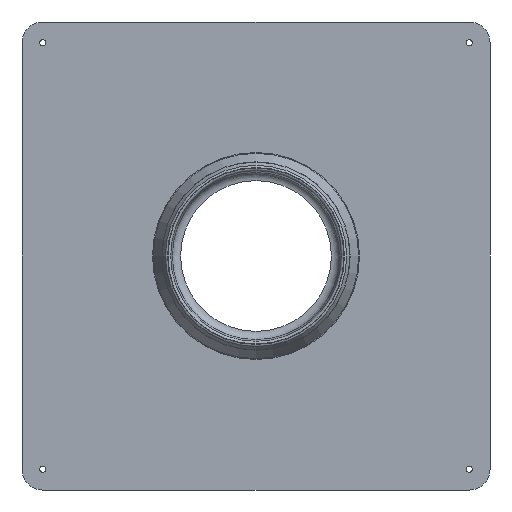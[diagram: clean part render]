
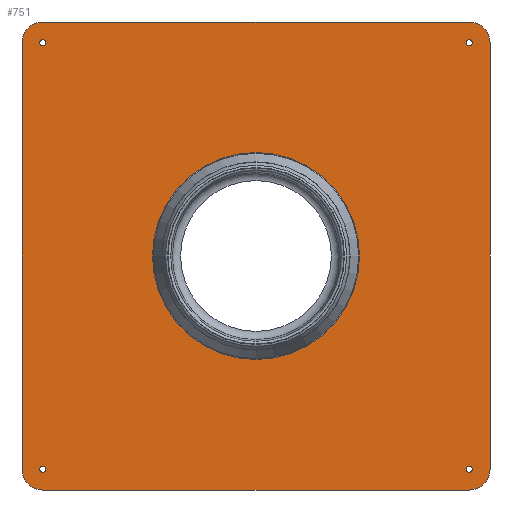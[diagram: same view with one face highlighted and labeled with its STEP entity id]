
A CAD part, front view. The second image highlights one B-rep face of the part: STEP entity #751.
In plain terms, the highlighted planar face has unit normal (0, -1, 0).
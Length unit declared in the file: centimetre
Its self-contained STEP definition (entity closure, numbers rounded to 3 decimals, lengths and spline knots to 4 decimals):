
#56=LINE('',#1314,#93);
#60=LINE('',#1326,#97);
#64=LINE('',#1338,#101);
#68=LINE('',#1349,#105);
#93=VECTOR('',#1093,10.);
#97=VECTOR('',#1105,10.);
#101=VECTOR('',#1117,10.);
#105=VECTOR('',#1129,10.);
#137=FACE_BOUND('',#244,.T.);
#138=FACE_BOUND('',#245,.T.);
#139=FACE_BOUND('',#246,.T.);
#140=FACE_BOUND('',#247,.T.);
#141=FACE_BOUND('',#248,.T.);
#191=FACE_OUTER_BOUND('',#243,.T.);
#243=EDGE_LOOP('',(#669,#670,#671,#672,#673,#674,#675,#676));
#244=EDGE_LOOP('',(#677));
#245=EDGE_LOOP('',(#678));
#246=EDGE_LOOP('',(#679));
#247=EDGE_LOOP('',(#680));
#248=EDGE_LOOP('',(#681));
#300=CIRCLE('',#831,99.5);
#306=CIRCLE('',#841,3.);
#308=CIRCLE('',#844,3.);
#310=CIRCLE('',#847,3.);
#312=CIRCLE('',#850,3.);
#313=CIRCLE('',#852,20.);
#315=CIRCLE('',#856,20.);
#317=CIRCLE('',#860,20.);
#319=CIRCLE('',#864,20.);
#358=VERTEX_POINT('',#1264);
#363=VERTEX_POINT('',#1282);
#365=VERTEX_POINT('',#1288);
#367=VERTEX_POINT('',#1294);
#369=VERTEX_POINT('',#1300);
#370=VERTEX_POINT('',#1304);
#371=VERTEX_POINT('',#1305);
#374=VERTEX_POINT('',#1313);
#376=VERTEX_POINT('',#1319);
#378=VERTEX_POINT('',#1325);
#380=VERTEX_POINT('',#1331);
#382=VERTEX_POINT('',#1337);
#384=VERTEX_POINT('',#1343);
#445=EDGE_CURVE('',#358,#358,#300,.T.);
#455=EDGE_CURVE('',#363,#363,#306,.T.);
#458=EDGE_CURVE('',#365,#365,#308,.T.);
#461=EDGE_CURVE('',#367,#367,#310,.T.);
#464=EDGE_CURVE('',#369,#369,#312,.T.);
#465=EDGE_CURVE('',#370,#371,#313,.T.);
#469=EDGE_CURVE('',#371,#374,#56,.T.);
#472=EDGE_CURVE('',#374,#376,#315,.T.);
#475=EDGE_CURVE('',#376,#378,#60,.T.);
#478=EDGE_CURVE('',#378,#380,#317,.T.);
#481=EDGE_CURVE('',#380,#382,#64,.T.);
#484=EDGE_CURVE('',#382,#384,#319,.T.);
#487=EDGE_CURVE('',#384,#370,#68,.T.);
#669=ORIENTED_EDGE('',*,*,#465,.F.);
#670=ORIENTED_EDGE('',*,*,#487,.F.);
#671=ORIENTED_EDGE('',*,*,#484,.F.);
#672=ORIENTED_EDGE('',*,*,#481,.F.);
#673=ORIENTED_EDGE('',*,*,#478,.F.);
#674=ORIENTED_EDGE('',*,*,#475,.F.);
#675=ORIENTED_EDGE('',*,*,#472,.F.);
#676=ORIENTED_EDGE('',*,*,#469,.F.);
#677=ORIENTED_EDGE('',*,*,#445,.F.);
#678=ORIENTED_EDGE('',*,*,#455,.T.);
#679=ORIENTED_EDGE('',*,*,#458,.T.);
#680=ORIENTED_EDGE('',*,*,#461,.T.);
#681=ORIENTED_EDGE('',*,*,#464,.T.);
#705=PLANE('',#867);
#751=ADVANCED_FACE('',(#191,#137,#138,#139,#140,#141),#705,.T.);
#831=AXIS2_PLACEMENT_3D('',#1265,#1036,#1037);
#841=AXIS2_PLACEMENT_3D('',#1284,#1060,#1061);
#844=AXIS2_PLACEMENT_3D('',#1290,#1067,#1068);
#847=AXIS2_PLACEMENT_3D('',#1296,#1074,#1075);
#850=AXIS2_PLACEMENT_3D('',#1302,#1081,#1082);
#852=AXIS2_PLACEMENT_3D('',#1306,#1085,#1086);
#856=AXIS2_PLACEMENT_3D('',#1320,#1098,#1099);
#860=AXIS2_PLACEMENT_3D('',#1332,#1110,#1111);
#864=AXIS2_PLACEMENT_3D('',#1344,#1122,#1123);
#867=AXIS2_PLACEMENT_3D('',#1351,#1131,#1132);
#1036=DIRECTION('center_axis',(0.,-1.,0.));
#1037=DIRECTION('ref_axis',(1.,0.,0.));
#1060=DIRECTION('center_axis',(0.,1.,0.));
#1061=DIRECTION('ref_axis',(-1.,0.,0.));
#1067=DIRECTION('center_axis',(0.,1.,0.));
#1068=DIRECTION('ref_axis',(-1.,0.,0.));
#1074=DIRECTION('center_axis',(0.,1.,0.));
#1075=DIRECTION('ref_axis',(-1.,0.,0.));
#1081=DIRECTION('center_axis',(0.,1.,0.));
#1082=DIRECTION('ref_axis',(-1.,0.,0.));
#1085=DIRECTION('center_axis',(0.,1.,0.));
#1086=DIRECTION('ref_axis',(0.,0.,1.));
#1093=DIRECTION('',(-1.,0.,0.));
#1098=DIRECTION('center_axis',(0.,1.,0.));
#1099=DIRECTION('ref_axis',(1.,0.,0.));
#1105=DIRECTION('',(0.,0.,1.));
#1110=DIRECTION('center_axis',(0.,1.,0.));
#1111=DIRECTION('ref_axis',(0.,0.,-1.));
#1117=DIRECTION('',(1.,0.,0.));
#1122=DIRECTION('center_axis',(0.,1.,0.));
#1123=DIRECTION('ref_axis',(-1.,0.,0.));
#1129=DIRECTION('',(0.,0.,-1.));
#1131=DIRECTION('center_axis',(0.,-1.,0.));
#1132=DIRECTION('ref_axis',(1.,0.,0.));
#1264=CARTESIAN_POINT('',(-99.5,-1.,0.));
#1265=CARTESIAN_POINT('Origin',(0.,-1.,0.));
#1282=CARTESIAN_POINT('',(-202.,-1.,205.));
#1284=CARTESIAN_POINT('Origin',(-205.,-1.,205.));
#1288=CARTESIAN_POINT('',(-202.,-1.,-205.));
#1290=CARTESIAN_POINT('Origin',(-205.,-1.,-205.));
#1294=CARTESIAN_POINT('',(208.,-1.,-205.));
#1296=CARTESIAN_POINT('Origin',(205.,-1.,-205.));
#1300=CARTESIAN_POINT('',(208.,-1.,205.));
#1302=CARTESIAN_POINT('Origin',(205.,-1.,205.));
#1304=CARTESIAN_POINT('',(225.,-1.,-205.));
#1305=CARTESIAN_POINT('',(205.,-1.,-225.));
#1306=CARTESIAN_POINT('Origin',(205.,-1.,-205.));
#1313=CARTESIAN_POINT('',(-205.,-1.,-225.));
#1314=CARTESIAN_POINT('',(205.,-1.,-225.));
#1319=CARTESIAN_POINT('',(-225.,-1.,-205.));
#1320=CARTESIAN_POINT('Origin',(-205.,-1.,-205.));
#1325=CARTESIAN_POINT('',(-225.,-1.,205.));
#1326=CARTESIAN_POINT('',(-225.,-1.,-205.));
#1331=CARTESIAN_POINT('',(-205.,-1.,225.));
#1332=CARTESIAN_POINT('Origin',(-205.,-1.,205.));
#1337=CARTESIAN_POINT('',(205.,-1.,225.));
#1338=CARTESIAN_POINT('',(-205.,-1.,225.));
#1343=CARTESIAN_POINT('',(225.,-1.,205.));
#1344=CARTESIAN_POINT('Origin',(205.,-1.,205.));
#1349=CARTESIAN_POINT('',(225.,-1.,205.));
#1351=CARTESIAN_POINT('Origin',(0.,-1.,0.));
